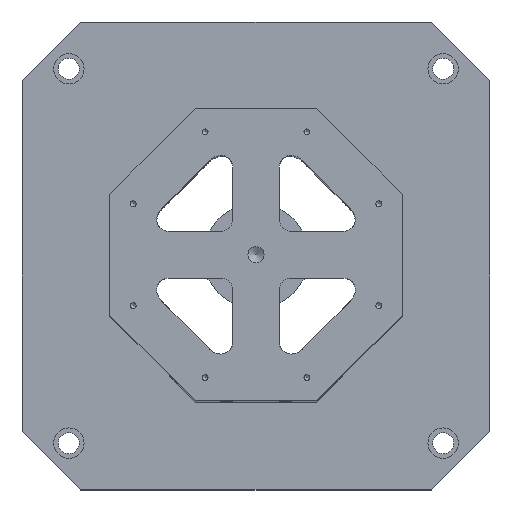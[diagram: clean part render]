
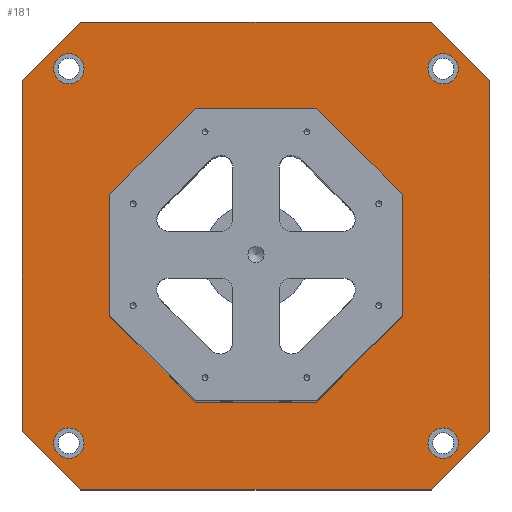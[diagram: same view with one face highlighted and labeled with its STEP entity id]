
A CAD part, top view. The second image highlights one B-rep face of the part: STEP entity #181.
In plain terms, the highlighted planar face has unit normal (0, 0, 1).
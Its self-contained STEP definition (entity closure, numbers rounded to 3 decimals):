
#181 = ADVANCED_FACE( '', ( #1021, #1022, #1023, #1024, #1025, #1026 ), #1027, .T. );
#1021 = FACE_BOUND( '', #2608, .T. );
#1022 = FACE_BOUND( '', #2609, .T. );
#1023 = FACE_BOUND( '', #2610, .T. );
#1024 = FACE_BOUND( '', #2611, .T. );
#1025 = FACE_BOUND( '', #2612, .T. );
#1026 = FACE_OUTER_BOUND( '', #2613, .T. );
#1027 = PLANE( '', #2614 );
#2608 = EDGE_LOOP( '', ( #4981 ) );
#2609 = EDGE_LOOP( '', ( #4982 ) );
#2610 = EDGE_LOOP( '', ( #4983 ) );
#2611 = EDGE_LOOP( '', ( #4984 ) );
#2612 = EDGE_LOOP( '', ( #4985, #4986, #4987, #4988, #4989, #4990, #4991, #4992 ) );
#2613 = EDGE_LOOP( '', ( #4993, #4994, #4995, #4996, #4997, #4998, #4999, #5000 ) );
#2614 = AXIS2_PLACEMENT_3D( '', #5001, #5002, #5003 );
#4981 = ORIENTED_EDGE( '', *, *, #7722, .T. );
#4982 = ORIENTED_EDGE( '', *, *, #7726, .T. );
#4983 = ORIENTED_EDGE( '', *, *, #7730, .T. );
#4984 = ORIENTED_EDGE( '', *, *, #7734, .T. );
#4985 = ORIENTED_EDGE( '', *, *, #8283, .F. );
#4986 = ORIENTED_EDGE( '', *, *, #8259, .F. );
#4987 = ORIENTED_EDGE( '', *, *, #8235, .F. );
#4988 = ORIENTED_EDGE( '', *, *, #8211, .F. );
#4989 = ORIENTED_EDGE( '', *, *, #8187, .F. );
#4990 = ORIENTED_EDGE( '', *, *, #8163, .F. );
#4991 = ORIENTED_EDGE( '', *, *, #8139, .F. );
#4992 = ORIENTED_EDGE( '', *, *, #8116, .F. );
#4993 = ORIENTED_EDGE( '', *, *, #8312, .T. );
#4994 = ORIENTED_EDGE( '', *, *, #8313, .T. );
#4995 = ORIENTED_EDGE( '', *, *, #7931, .T. );
#4996 = ORIENTED_EDGE( '', *, *, #7466, .T. );
#4997 = ORIENTED_EDGE( '', *, *, #8314, .T. );
#4998 = ORIENTED_EDGE( '', *, *, #8315, .T. );
#4999 = ORIENTED_EDGE( '', *, *, #8316, .T. );
#5000 = ORIENTED_EDGE( '', *, *, #8317, .T. );
#5001 = CARTESIAN_POINT( '', ( -200., -200., 50. ) );
#5002 = DIRECTION( '', ( 0., 0., 1. ) );
#5003 = DIRECTION( '', ( 1., 0., 0. ) );
#7466 = EDGE_CURVE( '', #8726, #8727, #8728, .F. );
#7722 = EDGE_CURVE( '', #9178, #9178, #9179, .T. );
#7726 = EDGE_CURVE( '', #9186, #9186, #9187, .T. );
#7730 = EDGE_CURVE( '', #9194, #9194, #9195, .T. );
#7734 = EDGE_CURVE( '', #9202, #9202, #9203, .T. );
#7931 = EDGE_CURVE( '', #9540, #8726, #9541, .T. );
#8116 = EDGE_CURVE( '', #9896, #9898, #9899, .T. );
#8139 = EDGE_CURVE( '', #9898, #9943, #9944, .T. );
#8163 = EDGE_CURVE( '', #9943, #9990, #9991, .T. );
#8187 = EDGE_CURVE( '', #9990, #10037, #10038, .T. );
#8211 = EDGE_CURVE( '', #10037, #10084, #10085, .T. );
#8235 = EDGE_CURVE( '', #10084, #10131, #10132, .T. );
#8259 = EDGE_CURVE( '', #10131, #10178, #10179, .T. );
#8283 = EDGE_CURVE( '', #10178, #9896, #10225, .T. );
#8312 = EDGE_CURVE( '', #10259, #10260, #10261, .T. );
#8313 = EDGE_CURVE( '', #10260, #9540, #10262, .F. );
#8314 = EDGE_CURVE( '', #8727, #10263, #10264, .T. );
#8315 = EDGE_CURVE( '', #10263, #10265, #10266, .F. );
#8316 = EDGE_CURVE( '', #10265, #10267, #10268, .T. );
#8317 = EDGE_CURVE( '', #10267, #10259, #10269, .F. );
#8726 = VERTEX_POINT( '', #10714 );
#8727 = VERTEX_POINT( '', #10715 );
#8728 = LINE( '', #10716, #10717 );
#9178 = VERTEX_POINT( '', #12683 );
#9179 = CIRCLE( '', #12684, 13. );
#9186 = VERTEX_POINT( '', #12691 );
#9187 = CIRCLE( '', #12692, 13. );
#9194 = VERTEX_POINT( '', #12699 );
#9195 = CIRCLE( '', #12700, 13. );
#9202 = VERTEX_POINT( '', #12707 );
#9203 = CIRCLE( '', #12708, 13. );
#9540 = VERTEX_POINT( '', #13159 );
#9541 = LINE( '', #13160, #13161 );
#9896 = VERTEX_POINT( '', #13605 );
#9898 = VERTEX_POINT( '', #13608 );
#9899 = LINE( '', #13609, #13610 );
#9943 = VERTEX_POINT( '', #13655 );
#9944 = LINE( '', #13656, #13657 );
#9990 = VERTEX_POINT( '', #13704 );
#9991 = LINE( '', #13705, #13706 );
#10037 = VERTEX_POINT( '', #13753 );
#10038 = LINE( '', #13754, #13755 );
#10084 = VERTEX_POINT( '', #13802 );
#10085 = LINE( '', #13803, #13804 );
#10131 = VERTEX_POINT( '', #13851 );
#10132 = LINE( '', #13852, #13853 );
#10178 = VERTEX_POINT( '', #13900 );
#10179 = LINE( '', #13901, #13902 );
#10225 = LINE( '', #13949, #13950 );
#10259 = VERTEX_POINT( '', #13990 );
#10260 = VERTEX_POINT( '', #13991 );
#10261 = LINE( '', #13992, #13993 );
#10262 = LINE( '', #13994, #13995 );
#10263 = VERTEX_POINT( '', #13996 );
#10264 = LINE( '', #13997, #13998 );
#10265 = VERTEX_POINT( '', #13999 );
#10266 = LINE( '', #14000, #14001 );
#10267 = VERTEX_POINT( '', #14002 );
#10268 = LINE( '', #14003, #14004 );
#10269 = LINE( '', #14005, #14006 );
#10714 = CARTESIAN_POINT( '', ( -200., -150., 50. ) );
#10715 = CARTESIAN_POINT( '', ( -150., -200., 50. ) );
#10716 = CARTESIAN_POINT( '', ( -175., -175., 50. ) );
#10717 = VECTOR( '', #16562, 1000. );
#12683 = CARTESIAN_POINT( '', ( -160., -173., 50. ) );
#12684 = AXIS2_PLACEMENT_3D( '', #16922, #16923, #16924 );
#12691 = CARTESIAN_POINT( '', ( 160., -173., 50. ) );
#12692 = AXIS2_PLACEMENT_3D( '', #16934, #16935, #16936 );
#12699 = CARTESIAN_POINT( '', ( 160., 147., 50. ) );
#12700 = AXIS2_PLACEMENT_3D( '', #16946, #16947, #16948 );
#12707 = CARTESIAN_POINT( '', ( -160., 147., 50. ) );
#12708 = AXIS2_PLACEMENT_3D( '', #16958, #16959, #16960 );
#13159 = CARTESIAN_POINT( '', ( -200., 150., 50. ) );
#13160 = CARTESIAN_POINT( '', ( -200., 200., 50. ) );
#13161 = VECTOR( '', #17321, 1000. );
#13605 = CARTESIAN_POINT( '', ( -51.777, -125., 50. ) );
#13608 = CARTESIAN_POINT( '', ( 51.777, -125., 50. ) );
#13609 = CARTESIAN_POINT( '', ( -200., -125., 50. ) );
#13610 = VECTOR( '', #17694, 1000. );
#13655 = CARTESIAN_POINT( '', ( 125., -51.777, 50. ) );
#13656 = CARTESIAN_POINT( '', ( -111.612, -288.388, 50. ) );
#13657 = VECTOR( '', #17759, 1000. );
#13704 = CARTESIAN_POINT( '', ( 125., 51.777, 50. ) );
#13705 = CARTESIAN_POINT( '', ( 125., -200., 50. ) );
#13706 = VECTOR( '', #17827, 1000. );
#13753 = CARTESIAN_POINT( '', ( 51.777, 125., 50. ) );
#13754 = CARTESIAN_POINT( '', ( 88.388, 88.388, 50. ) );
#13755 = VECTOR( '', #17895, 1000. );
#13802 = CARTESIAN_POINT( '', ( -51.777, 125., 50. ) );
#13803 = CARTESIAN_POINT( '', ( -200., 125., 50. ) );
#13804 = VECTOR( '', #17963, 1000. );
#13851 = CARTESIAN_POINT( '', ( -125., 51.777, 50. ) );
#13852 = CARTESIAN_POINT( '', ( -288.388, -111.612, 50. ) );
#13853 = VECTOR( '', #18031, 1000. );
#13900 = CARTESIAN_POINT( '', ( -125., -51.777, 50. ) );
#13901 = CARTESIAN_POINT( '', ( -125., -200., 50. ) );
#13902 = VECTOR( '', #18099, 1000. );
#13949 = CARTESIAN_POINT( '', ( -88.388, -88.388, 50. ) );
#13950 = VECTOR( '', #18167, 1000. );
#13990 = CARTESIAN_POINT( '', ( 150., 200., 50. ) );
#13991 = CARTESIAN_POINT( '', ( -150., 200., 50. ) );
#13992 = CARTESIAN_POINT( '', ( 200., 200., 50. ) );
#13993 = VECTOR( '', #18240, 1000. );
#13994 = CARTESIAN_POINT( '', ( -375., -25., 50. ) );
#13995 = VECTOR( '', #18241, 1000. );
#13996 = CARTESIAN_POINT( '', ( 150., -200., 50. ) );
#13997 = CARTESIAN_POINT( '', ( -200., -200., 50. ) );
#13998 = VECTOR( '', #18242, 1000. );
#13999 = CARTESIAN_POINT( '', ( 200., -150., 50. ) );
#14000 = CARTESIAN_POINT( '', ( -25., -375., 50. ) );
#14001 = VECTOR( '', #18243, 1000. );
#14002 = CARTESIAN_POINT( '', ( 200., 150., 50. ) );
#14003 = CARTESIAN_POINT( '', ( 200., -200., 50. ) );
#14004 = VECTOR( '', #18244, 1000. );
#14005 = CARTESIAN_POINT( '', ( 175., 175., 50. ) );
#14006 = VECTOR( '', #18245, 1000. );
#16562 = DIRECTION( '', ( -0.707, 0.707, 0. ) );
#16922 = CARTESIAN_POINT( '', ( -160., -160., 50. ) );
#16923 = DIRECTION( '', ( 0., 0., -1. ) );
#16924 = DIRECTION( '', ( 0., -1., 0. ) );
#16934 = CARTESIAN_POINT( '', ( 160., -160., 50. ) );
#16935 = DIRECTION( '', ( 0., 0., -1. ) );
#16936 = DIRECTION( '', ( 0., -1., 0. ) );
#16946 = CARTESIAN_POINT( '', ( 160., 160., 50. ) );
#16947 = DIRECTION( '', ( 0., 0., -1. ) );
#16948 = DIRECTION( '', ( 0., -1., 0. ) );
#16958 = CARTESIAN_POINT( '', ( -160., 160., 50. ) );
#16959 = DIRECTION( '', ( 0., 0., -1. ) );
#16960 = DIRECTION( '', ( 0., -1., 0. ) );
#17321 = DIRECTION( '', ( 0., -1., 0. ) );
#17694 = DIRECTION( '', ( 1., 0., 0. ) );
#17759 = DIRECTION( '', ( 0.707, 0.707, 0. ) );
#17827 = DIRECTION( '', ( 0., 1., 0. ) );
#17895 = DIRECTION( '', ( -0.707, 0.707, 0. ) );
#17963 = DIRECTION( '', ( -1., 0., 0. ) );
#18031 = DIRECTION( '', ( -0.707, -0.707, 0. ) );
#18099 = DIRECTION( '', ( 0., -1., 0. ) );
#18167 = DIRECTION( '', ( 0.707, -0.707, 0. ) );
#18240 = DIRECTION( '', ( -1., 0., 0. ) );
#18241 = DIRECTION( '', ( 0.707, 0.707, 0. ) );
#18242 = DIRECTION( '', ( 1., 0., 0. ) );
#18243 = DIRECTION( '', ( -0.707, -0.707, 0. ) );
#18244 = DIRECTION( '', ( 0., 1., 0. ) );
#18245 = DIRECTION( '', ( 0.707, -0.707, 0. ) );
